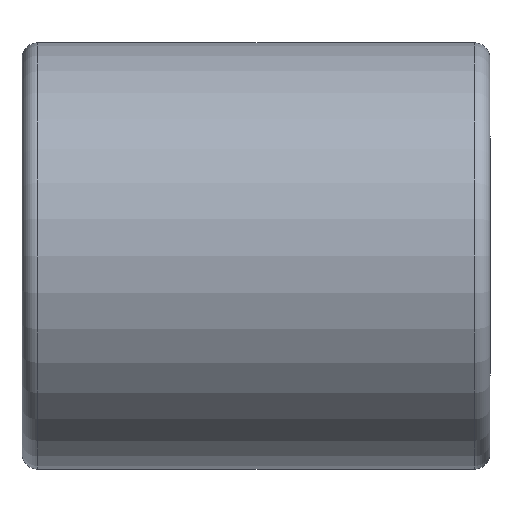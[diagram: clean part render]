
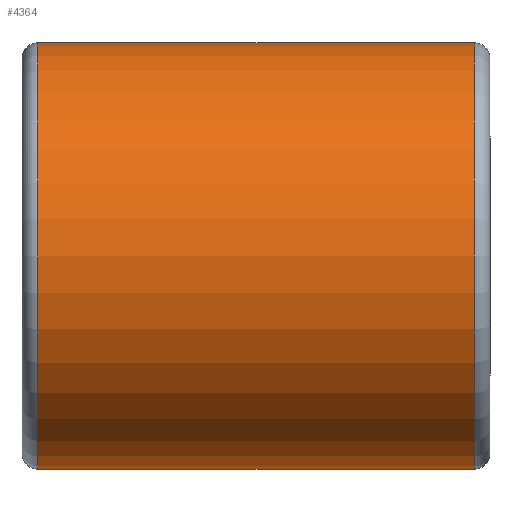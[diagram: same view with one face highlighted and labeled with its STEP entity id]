
A CAD part, front view. The second image highlights one B-rep face of the part: STEP entity #4364.
In plain terms, the highlighted cylindrical face has radius 41 mm (diameter 82 mm), a partial arc.
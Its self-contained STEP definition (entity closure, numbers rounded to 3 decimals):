
#37 = DIRECTION ( 'NONE',  ( 0., 0., 1. ) ) ;
#50 = VERTEX_POINT ( 'NONE', #5031 ) ;
#120 = LINE ( 'NONE', #734, #6787 ) ;
#709 = EDGE_CURVE ( 'NONE', #4039, #1943, #120, .T. ) ;
#734 = CARTESIAN_POINT ( 'NONE',  ( 0., 0., -41. ) ) ;
#884 = CIRCLE ( 'NONE', #1036, 41. ) ;
#1018 = CIRCLE ( 'NONE', #6389, 41. ) ;
#1036 = AXIS2_PLACEMENT_3D ( 'NONE', #4594, #4057, #37 ) ;
#1160 = DIRECTION ( 'NONE',  ( -1., 0., 0. ) ) ;
#1612 = ORIENTED_EDGE ( 'NONE', *, *, #4130, .T. ) ;
#1943 = VERTEX_POINT ( 'NONE', #2499 ) ;
#2008 = CYLINDRICAL_SURFACE ( 'NONE', #3291, 41. ) ;
#2217 = EDGE_CURVE ( 'NONE', #4039, #50, #884, .T. ) ;
#2311 = EDGE_LOOP ( 'NONE', ( #5401, #4258, #5197, #1612 ) ) ;
#2499 = CARTESIAN_POINT ( 'NONE',  ( 3., 0., -41. ) ) ;
#2931 = CARTESIAN_POINT ( 'NONE',  ( 3., 0., 0. ) ) ;
#3291 = AXIS2_PLACEMENT_3D ( 'NONE', #5196, #4127, #6272 ) ;
#3452 = DIRECTION ( 'NONE',  ( 0., 0., -1. ) ) ;
#3786 = VERTEX_POINT ( 'NONE', #6786 ) ;
#3823 = LINE ( 'NONE', #5946, #5239 ) ;
#4039 = VERTEX_POINT ( 'NONE', #4365 ) ;
#4057 = DIRECTION ( 'NONE',  ( -1., 0., 0. ) ) ;
#4127 = DIRECTION ( 'NONE',  ( -1., 0., 0. ) ) ;
#4130 = EDGE_CURVE ( 'NONE', #3786, #1943, #1018, .T. ) ;
#4258 = ORIENTED_EDGE ( 'NONE', *, *, #2217, .T. ) ;
#4364 = ADVANCED_FACE ( 'NONE', ( #5479 ), #2008, .T. ) ;
#4365 = CARTESIAN_POINT ( 'NONE',  ( 87., 0., -41. ) ) ;
#4594 = CARTESIAN_POINT ( 'NONE',  ( 87., 0., 0. ) ) ;
#5031 = CARTESIAN_POINT ( 'NONE',  ( 87., 0., 41. ) ) ;
#5196 = CARTESIAN_POINT ( 'NONE',  ( 0., 0., 0. ) ) ;
#5197 = ORIENTED_EDGE ( 'NONE', *, *, #6461, .T. ) ;
#5239 = VECTOR ( 'NONE', #6475, 1000. ) ;
#5401 = ORIENTED_EDGE ( 'NONE', *, *, #709, .F. ) ;
#5479 = FACE_OUTER_BOUND ( 'NONE', #2311, .T. ) ;
#5946 = CARTESIAN_POINT ( 'NONE',  ( 0., 0., 41. ) ) ;
#6272 = DIRECTION ( 'NONE',  ( 0., 0., 1. ) ) ;
#6389 = AXIS2_PLACEMENT_3D ( 'NONE', #2931, #6624, #3452 ) ;
#6461 = EDGE_CURVE ( 'NONE', #50, #3786, #3823, .T. ) ;
#6475 = DIRECTION ( 'NONE',  ( -1., 0., 0. ) ) ;
#6624 = DIRECTION ( 'NONE',  ( 1., 0., 0. ) ) ;
#6786 = CARTESIAN_POINT ( 'NONE',  ( 3., 0., 41. ) ) ;
#6787 = VECTOR ( 'NONE', #1160, 1000. ) ;
